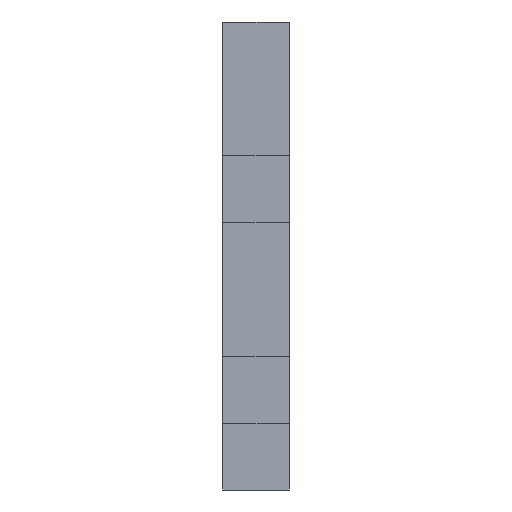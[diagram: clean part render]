
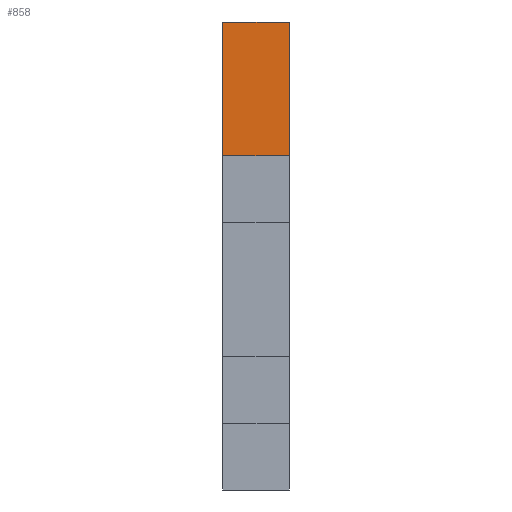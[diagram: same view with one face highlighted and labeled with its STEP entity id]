
A CAD part, left-side view. The second image highlights one B-rep face of the part: STEP entity #858.
In plain terms, the highlighted planar face has unit normal (-1, 0, 0).
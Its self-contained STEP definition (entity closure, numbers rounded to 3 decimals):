
#70=FACE_OUTER_BOUND('',#114,.T.);
#114=EDGE_LOOP('',(#775,#776,#777,#778));
#155=LINE('',#1220,#267);
#162=LINE('',#1242,#274);
#166=LINE('',#1251,#278);
#176=LINE('',#1270,#288);
#267=VECTOR('',#975,10.);
#274=VECTOR('',#992,10.);
#278=VECTOR('',#1000,10.);
#288=VECTOR('',#1020,10.);
#349=VERTEX_POINT('',#1166);
#375=VERTEX_POINT('',#1218);
#385=VERTEX_POINT('',#1239);
#388=VERTEX_POINT('',#1250);
#459=EDGE_CURVE('',#375,#349,#155,.T.);
#470=EDGE_CURVE('',#385,#349,#162,.T.);
#474=EDGE_CURVE('',#375,#388,#166,.T.);
#484=EDGE_CURVE('',#388,#385,#176,.T.);
#775=ORIENTED_EDGE('',*,*,#474,.T.);
#776=ORIENTED_EDGE('',*,*,#484,.T.);
#777=ORIENTED_EDGE('',*,*,#470,.T.);
#778=ORIENTED_EDGE('',*,*,#459,.F.);
#816=PLANE('',#922);
#858=ADVANCED_FACE('',(#70),#816,.T.);
#922=AXIS2_PLACEMENT_3D('',#1379,#1135,#1136);
#975=DIRECTION('',(0.,0.,1.));
#992=DIRECTION('',(0.,1.,0.));
#1000=DIRECTION('',(0.,-1.,0.));
#1020=DIRECTION('',(0.,0.,1.));
#1135=DIRECTION('center_axis',(-1.,0.,0.));
#1136=DIRECTION('ref_axis',(0.,0.,1.));
#1166=CARTESIAN_POINT('',(-80.,-45.,35.));
#1218=CARTESIAN_POINT('',(-80.,-45.,25.));
#1220=CARTESIAN_POINT('',(-80.,-45.,0.));
#1239=CARTESIAN_POINT('',(-80.,-50.,35.));
#1242=CARTESIAN_POINT('',(-80.,-50.,35.));
#1250=CARTESIAN_POINT('',(-80.,-50.,25.));
#1251=CARTESIAN_POINT('',(-80.,-50.,25.));
#1270=CARTESIAN_POINT('',(-80.,-50.,0.));
#1379=CARTESIAN_POINT('Origin',(-80.,-50.,0.));
